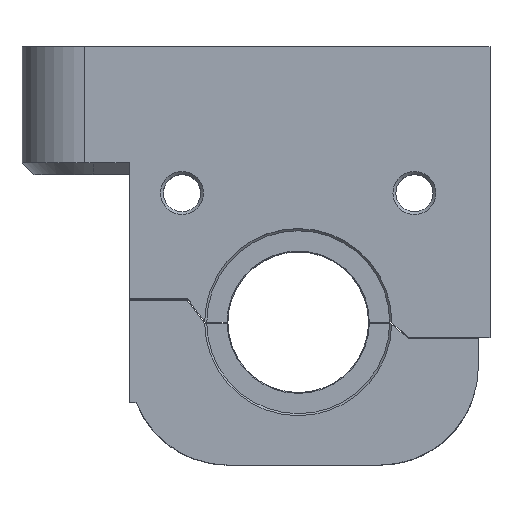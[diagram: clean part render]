
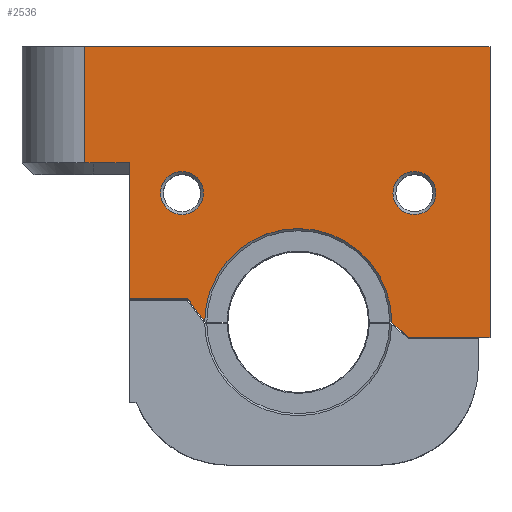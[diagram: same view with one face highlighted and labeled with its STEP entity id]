
A CAD part, top view. The second image highlights one B-rep face of the part: STEP entity #2536.
In plain terms, the highlighted planar face has unit normal (0, 0, 1).
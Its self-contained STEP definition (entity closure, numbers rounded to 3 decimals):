
#19=(
BOUNDED_CURVE()
B_SPLINE_CURVE(2,(#3771,#3772,#3773),.UNSPECIFIED.,.F.,.F.)
B_SPLINE_CURVE_WITH_KNOTS((3,3),(-1.562,-1.409),
 .UNSPECIFIED.)
CURVE()
GEOMETRIC_REPRESENTATION_ITEM()
RATIONAL_B_SPLINE_CURVE((1.694,1.698,1.694))
REPRESENTATION_ITEM('')
);
#52=FACE_BOUND('',#356,.T.);
#53=FACE_BOUND('',#357,.T.);
#91=CIRCLE('',#2719,1.85);
#93=CIRCLE('',#2722,8.05);
#94=CIRCLE('',#2723,1.85);
#200=FACE_OUTER_BOUND('',#355,.T.);
#355=EDGE_LOOP('',(#1773,#1774,#1775,#1776,#1777,#1778,#1779,#1780,#1781,
#1782,#1783));
#356=EDGE_LOOP('',(#1784));
#357=EDGE_LOOP('',(#1785));
#528=LINE('',#3701,#811);
#533=LINE('',#3724,#816);
#544=LINE('',#3753,#827);
#549=LINE('',#3769,#832);
#550=LINE('',#3775,#833);
#551=LINE('',#3776,#834);
#552=LINE('',#3778,#835);
#553=LINE('',#3781,#836);
#554=LINE('',#3782,#837);
#811=VECTOR('',#2968,10.);
#816=VECTOR('',#2989,10.);
#827=VECTOR('',#3012,10.);
#832=VECTOR('',#3029,10.);
#833=VECTOR('',#3030,10.);
#834=VECTOR('',#3031,10.);
#835=VECTOR('',#3032,10.);
#836=VECTOR('',#3035,10.);
#837=VECTOR('',#3036,10.);
#1091=VERTEX_POINT('',#3699);
#1092=VERTEX_POINT('',#3700);
#1101=VERTEX_POINT('',#3722);
#1102=VERTEX_POINT('',#3723);
#1113=VERTEX_POINT('',#3750);
#1114=VERTEX_POINT('',#3752);
#1117=VERTEX_POINT('',#3762);
#1119=VERTEX_POINT('',#3768);
#1120=VERTEX_POINT('',#3770);
#1121=VERTEX_POINT('',#3774);
#1122=VERTEX_POINT('',#3777);
#1123=VERTEX_POINT('',#3779);
#1124=VERTEX_POINT('',#3783);
#1338=EDGE_CURVE('',#1091,#1092,#528,.T.);
#1349=EDGE_CURVE('',#1101,#1102,#533,.T.);
#1363=EDGE_CURVE('',#1113,#1114,#544,.T.);
#1368=EDGE_CURVE('',#1117,#1117,#91,.T.);
#1371=EDGE_CURVE('',#1091,#1119,#549,.T.);
#1372=EDGE_CURVE('',#1119,#1120,#19,.T.);
#1373=EDGE_CURVE('',#1121,#1120,#550,.T.);
#1374=EDGE_CURVE('',#1121,#1114,#551,.T.);
#1375=EDGE_CURVE('',#1122,#1113,#552,.T.);
#1376=EDGE_CURVE('',#1122,#1123,#93,.T.);
#1377=EDGE_CURVE('',#1102,#1123,#553,.T.);
#1378=EDGE_CURVE('',#1092,#1101,#554,.T.);
#1379=EDGE_CURVE('',#1124,#1124,#94,.T.);
#1773=ORIENTED_EDGE('',*,*,#1371,.T.);
#1774=ORIENTED_EDGE('',*,*,#1372,.T.);
#1775=ORIENTED_EDGE('',*,*,#1373,.F.);
#1776=ORIENTED_EDGE('',*,*,#1374,.T.);
#1777=ORIENTED_EDGE('',*,*,#1363,.F.);
#1778=ORIENTED_EDGE('',*,*,#1375,.F.);
#1779=ORIENTED_EDGE('',*,*,#1376,.T.);
#1780=ORIENTED_EDGE('',*,*,#1377,.F.);
#1781=ORIENTED_EDGE('',*,*,#1349,.F.);
#1782=ORIENTED_EDGE('',*,*,#1378,.F.);
#1783=ORIENTED_EDGE('',*,*,#1338,.F.);
#1784=ORIENTED_EDGE('',*,*,#1379,.F.);
#1785=ORIENTED_EDGE('',*,*,#1368,.F.);
#2427=PLANE('',#2721);
#2536=ADVANCED_FACE('',(#200,#52,#53),#2427,.T.);
#2719=AXIS2_PLACEMENT_3D('',#3763,#3022,#3023);
#2721=AXIS2_PLACEMENT_3D('',#3767,#3027,#3028);
#2722=AXIS2_PLACEMENT_3D('',#3780,#3033,#3034);
#2723=AXIS2_PLACEMENT_3D('',#3784,#3037,#3038);
#2968=DIRECTION('',(1.,0.,0.));
#2989=DIRECTION('',(-1.,0.,0.));
#3012=DIRECTION('',(-1.,0.,0.));
#3022=DIRECTION('center_axis',(0.,0.,
1.));
#3023=DIRECTION('ref_axis',(-1.,0.,0.));
#3027=DIRECTION('center_axis',(0.,0.,
1.));
#3028=DIRECTION('ref_axis',(-1.,0.,0.));
#3029=DIRECTION('',(0.,-1.,0.));
#3030=DIRECTION('',(-1.,0.,0.));
#3031=DIRECTION('',(0.,-1.,0.));
#3032=DIRECTION('',(-0.6,0.8,0.));
#3033=DIRECTION('center_axis',(0.,0.,
-1.));
#3034=DIRECTION('ref_axis',(-1.,0.,0.));
#3035=DIRECTION('',(-0.751,0.66,0.));
#3036=DIRECTION('',(0.,-1.,0.));
#3037=DIRECTION('center_axis',(0.,0.,
1.));
#3038=DIRECTION('ref_axis',(-1.,0.,0.));
#3699=CARTESIAN_POINT('',(-1.881,1.19,20.99));
#3700=CARTESIAN_POINT('',(33.,1.19,20.99));
#3701=CARTESIAN_POINT('',(-1.119,1.19,20.99));
#3722=CARTESIAN_POINT('',(33.,-23.828,20.99));
#3723=CARTESIAN_POINT('',(26.,-23.828,20.99));
#3724=CARTESIAN_POINT('',(33.656,-23.828,20.99));
#3750=CARTESIAN_POINT('',(7.,-20.512,20.99));
#3752=CARTESIAN_POINT('',(1.971,-20.512,20.99));
#3753=CARTESIAN_POINT('',(21.156,-20.512,20.99));
#3762=CARTESIAN_POINT('',(8.35,-11.41,20.99));
#3763=CARTESIAN_POINT('Origin',(6.5,-11.41,20.99));
#3767=CARTESIAN_POINT('Origin',(35.312,-18.094,20.99));
#3768=CARTESIAN_POINT('',(-1.881,-8.81,20.99));
#3769=CARTESIAN_POINT('',(-1.881,-1.81,20.99));
#3770=CARTESIAN_POINT('',(-1.119,-8.81,20.99));
#3771=CARTESIAN_POINT('Ctrl Pts',(-1.881,-8.81,20.99));
#3772=CARTESIAN_POINT('Ctrl Pts',(-1.5,-8.836,20.99));
#3773=CARTESIAN_POINT('Ctrl Pts',(-1.119,-8.81,20.99));
#3774=CARTESIAN_POINT('',(1.971,-8.81,20.99));
#3775=CARTESIAN_POINT('',(23.839,-8.81,20.99));
#3776=CARTESIAN_POINT('',(1.971,-9.81,20.99));
#3777=CARTESIAN_POINT('',(8.45,-22.444,20.99));
#3778=CARTESIAN_POINT('',(12.272,-27.535,20.99));
#3779=CARTESIAN_POINT('',(24.55,-22.554,20.99));
#3780=CARTESIAN_POINT('Origin',(16.5,-22.51,20.99));
#3781=CARTESIAN_POINT('',(27.207,-24.888,20.99));
#3782=CARTESIAN_POINT('',(33.,-13.952,20.99));
#3783=CARTESIAN_POINT('',(28.35,-11.41,20.99));
#3784=CARTESIAN_POINT('Origin',(26.5,-11.41,20.99));
